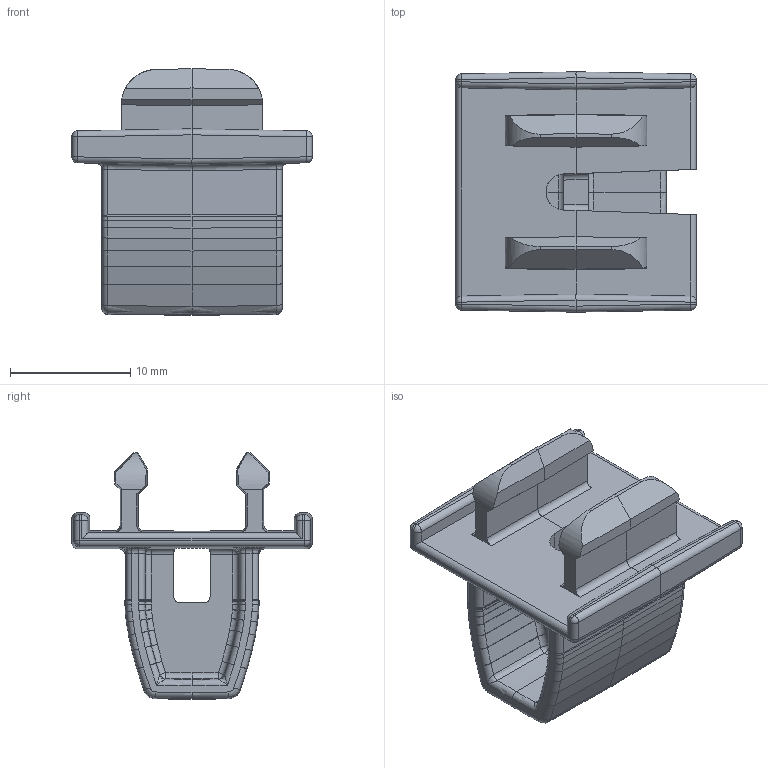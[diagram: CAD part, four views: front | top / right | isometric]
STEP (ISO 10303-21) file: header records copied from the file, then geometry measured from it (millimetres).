
FILE_DESCRIPTION (( 'STEP AP203' ), '1' );
FILE_NAME ('10-00980.STEP', '2014-04-16T20:00:51', ( 'Nicholas Morozovsky' ), ( '' ), 'SwSTEP 2.0', 'SolidWorks 2013', '' );
FILE_SCHEMA (( 'CONFIG_CONTROL_DESIGN' ));
Length unit declared in the file: millimetre
Products named in the file (1): 10-00980
Bounding box: 20 x 20 x 20.51 mm (x, y, z)
Volume: 1653.1 mm3; surface area: 2229.2 mm2
Topology: 1 solids, 1 shells, 475 faces, 1068 edges, 561 vertices
Faces by surface type: cylinder 203, plane 140, bspline 60, sphere 52, torus 12, cone 8
Entity records: 13411 total; most frequent: CARTESIAN_POINT 3835, ORIENTED_EDGE 2072, DIRECTION 1906, EDGE_CURVE 1036, AXIS2_PLACEMENT_3D 676, VERTEX_POINT 561, VECTOR 554, LINE 554
